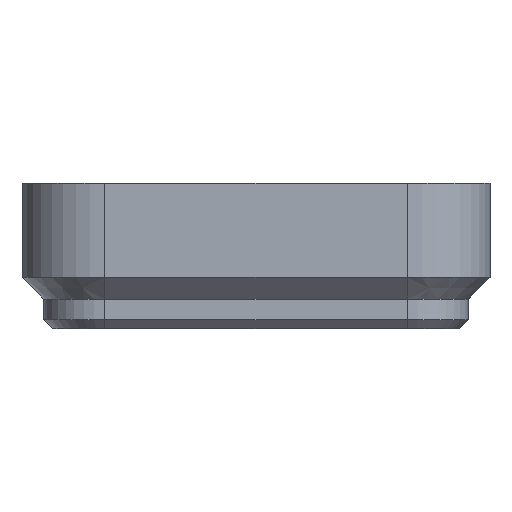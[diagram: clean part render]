
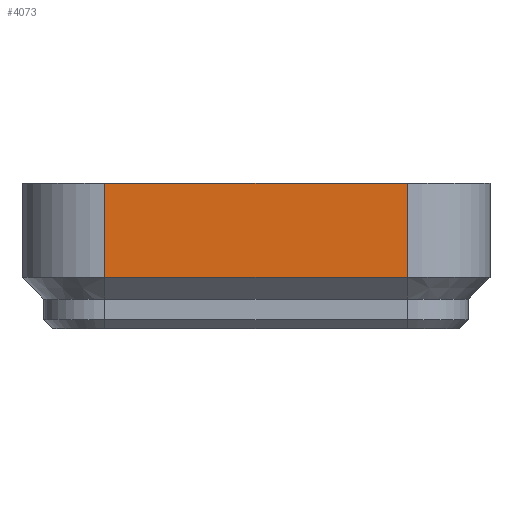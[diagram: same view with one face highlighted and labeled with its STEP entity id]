
A CAD part, front view. The second image highlights one B-rep face of the part: STEP entity #4073.
In plain terms, the highlighted planar face has unit normal (0, -1, 0).
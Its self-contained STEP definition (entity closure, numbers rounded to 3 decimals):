
#230=LINE('',#6347,#622);
#231=LINE('',#6353,#623);
#232=LINE('',#6356,#624);
#233=LINE('',#6357,#625);
#622=VECTOR('',#4963,1000.);
#623=VECTOR('',#4970,1000.);
#624=VECTOR('',#4971,1000.);
#625=VECTOR('',#4972,1000.);
#1064=ORIENTED_EDGE('',*,*,#2285,.T.);
#1065=ORIENTED_EDGE('',*,*,#2286,.T.);
#1066=ORIENTED_EDGE('',*,*,#2282,.F.);
#1067=ORIENTED_EDGE('',*,*,#2287,.T.);
#2282=EDGE_CURVE('',#2888,#2889,#230,.T.);
#2285=EDGE_CURVE('',#2890,#2891,#231,.T.);
#2286=EDGE_CURVE('',#2891,#2889,#232,.T.);
#2287=EDGE_CURVE('',#2888,#2890,#233,.T.);
#2888=VERTEX_POINT('',#6348);
#2889=VERTEX_POINT('',#6349);
#2890=VERTEX_POINT('',#6354);
#2891=VERTEX_POINT('',#6355);
#3374=EDGE_LOOP('',(#1064,#1065,#1066,#1067));
#3660=FACE_BOUND('',#3374,.T.);
#3942=PLANE('',#4376);
#4073=ADVANCED_FACE('',(#3660),#3942,.F.);
#4376=AXIS2_PLACEMENT_3D('',#6352,#4968,#4969);
#4963=DIRECTION('',(0.,0.,1.));
#4968=DIRECTION('',(0.,1.,0.));
#4969=DIRECTION('',(0.,0.,1.));
#4970=DIRECTION('',(0.,0.,1.));
#4971=DIRECTION('',(-1.,0.,0.));
#4972=DIRECTION('',(1.,0.,0.));
#6347=CARTESIAN_POINT('',(-13.25,-83.5,-1.));
#6348=CARTESIAN_POINT('',(-13.25,-83.5,-1.25));
#6349=CARTESIAN_POINT('',(-13.25,-83.5,7.));
#6352=CARTESIAN_POINT('',(0.,-83.5,-1.));
#6353=CARTESIAN_POINT('',(13.25,-83.5,-1.));
#6354=CARTESIAN_POINT('',(13.25,-83.5,-1.25));
#6355=CARTESIAN_POINT('',(13.25,-83.5,7.));
#6356=CARTESIAN_POINT('',(0.,-83.5,7.));
#6357=CARTESIAN_POINT('',(13.25,-83.5,-1.25));
